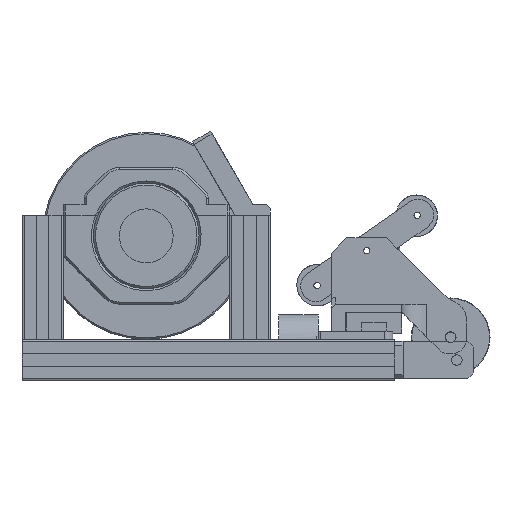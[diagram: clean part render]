
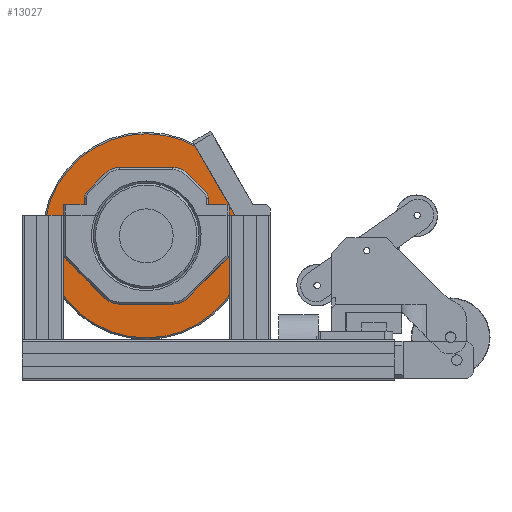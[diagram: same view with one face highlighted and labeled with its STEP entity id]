
A CAD part, left-side view. The second image highlights one B-rep face of the part: STEP entity #13027.
In plain terms, the highlighted planar face has unit normal (-1, 0, 0).
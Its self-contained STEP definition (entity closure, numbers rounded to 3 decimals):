
#13000=CARTESIAN_POINT('',(113.5,0.,0.));
#13001=DIRECTION('',(1.,0.,0.));
#13002=DIRECTION('',(0.,1.,0.));
#13003=AXIS2_PLACEMENT_3D('',#13000,#13001,#13002);
#13004=PLANE('',#13003);
#13005=CARTESIAN_POINT('',(113.5,-0.,-49.3));
#13006=VERTEX_POINT('',#13005);
#13007=CARTESIAN_POINT('',(113.5,0.,0.));
#13008=DIRECTION('',(-1.,-0.,-0.));
#13009=DIRECTION('',(0.,0.,-1.));
#13010=AXIS2_PLACEMENT_3D('',#13007,#13008,#13009);
#13011=CIRCLE('',#13010,49.3);
#13012=EDGE_CURVE('',#13006,#13006,#13011,.T.);
#13013=ORIENTED_EDGE('',*,*,#13012,.T.);
#13014=EDGE_LOOP('',(#13013));
#13015=FACE_BOUND('',#13014,.T.);
#13016=CARTESIAN_POINT('',(113.5,0.,-30.));
#13017=VERTEX_POINT('',#13016);
#13018=CARTESIAN_POINT('',(113.5,0.,0.));
#13019=DIRECTION('',(1.,0.,0.));
#13020=DIRECTION('',(0.,0.,-1.));
#13021=AXIS2_PLACEMENT_3D('',#13018,#13019,#13020);
#13022=CIRCLE('',#13021,30.);
#13023=EDGE_CURVE('',#13017,#13017,#13022,.T.);
#13024=ORIENTED_EDGE('',*,*,#13023,.T.);
#13025=EDGE_LOOP('',(#13024));
#13026=FACE_BOUND('',#13025,.T.);
#13027=ADVANCED_FACE('',(#13015,#13026),#13004,.F.);
